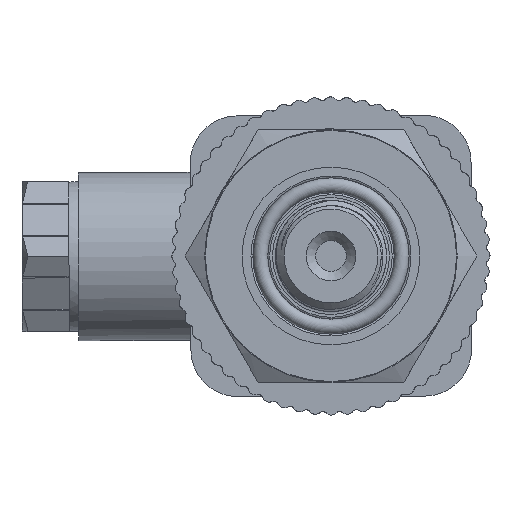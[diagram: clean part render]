
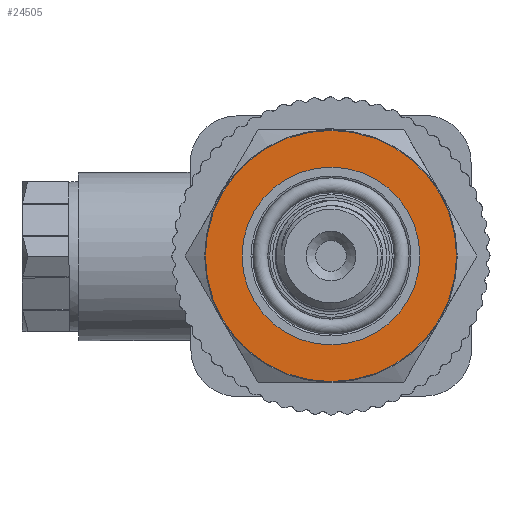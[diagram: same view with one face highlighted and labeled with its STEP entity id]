
A CAD part, left-side view. The second image highlights one B-rep face of the part: STEP entity #24505.
In plain terms, the highlighted planar face has unit normal (-1, 0, 0).
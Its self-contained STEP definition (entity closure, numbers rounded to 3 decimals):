
#306=PLANE('',#25823);
#1504=FACE_BOUND('',#3335,.T.);
#1947=FACE_OUTER_BOUND('',#3334,.T.);
#3334=EDGE_LOOP('',(#18145));
#3335=EDGE_LOOP('',(#18146));
#4588=CIRCLE('',#25824,13.425);
#4589=CIRCLE('',#25825,9.5);
#10725=VERTEX_POINT('',#49403);
#10726=VERTEX_POINT('',#49405);
#13537=EDGE_CURVE('',#10725,#10725,#4588,.T.);
#13538=EDGE_CURVE('',#10726,#10726,#4589,.T.);
#18145=ORIENTED_EDGE('',*,*,#13537,.F.);
#18146=ORIENTED_EDGE('',*,*,#13538,.T.);
#24505=ADVANCED_FACE('',(#1947,#1504),#306,.F.);
#25823=AXIS2_PLACEMENT_3D('',#49402,#27841,#27842);
#25824=AXIS2_PLACEMENT_3D('',#49404,#27843,#27844);
#25825=AXIS2_PLACEMENT_3D('',#49406,#27845,#27846);
#27841=DIRECTION('center_axis',(1.,0.,0.));
#27842=DIRECTION('ref_axis',(0.,0.,-1.));
#27843=DIRECTION('center_axis',(1.,0.,0.));
#27844=DIRECTION('ref_axis',(0.,1.,0.));
#27845=DIRECTION('center_axis',(1.,0.,0.));
#27846=DIRECTION('ref_axis',(0.,0.,-1.));
#49402=CARTESIAN_POINT('Origin',(-48.,9.5,0.));
#49403=CARTESIAN_POINT('',(-48.,-13.425,0.));
#49404=CARTESIAN_POINT('Origin',(-48.,0.,0.));
#49405=CARTESIAN_POINT('',(-48.,-9.5,0.));
#49406=CARTESIAN_POINT('Origin',(-48.,0.,0.));
